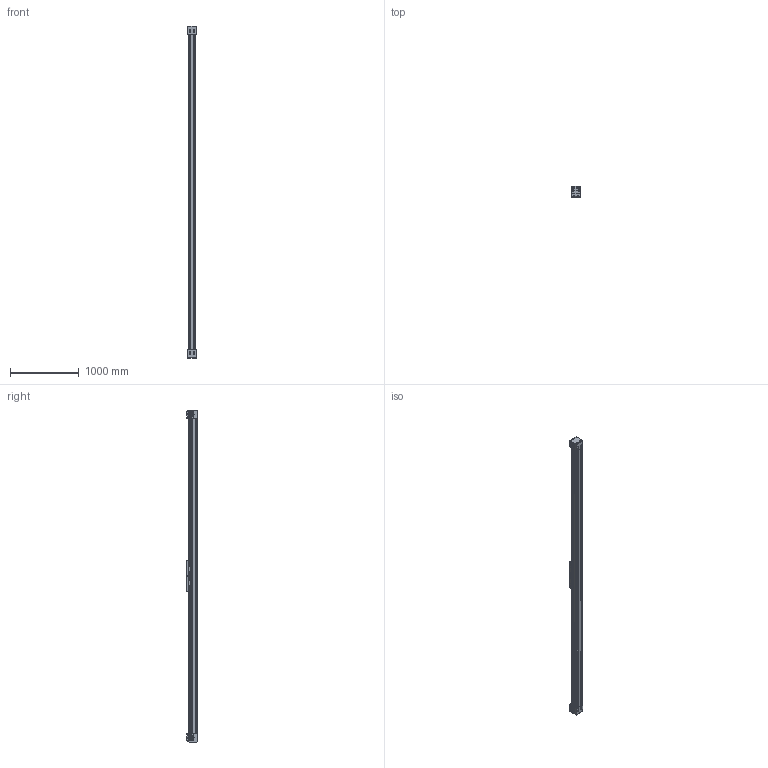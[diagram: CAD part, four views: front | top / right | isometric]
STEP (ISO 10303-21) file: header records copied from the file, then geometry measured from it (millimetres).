
FILE_DESCRIPTION (( 'STEP AP214' ), '1' );
FILE_NAME ('BLM100-4100.STEP', '2023-03-15T12:57:09', ( '' ), ( '' ), 'SwSTEP 2.0', 'SolidWorks 2023', '' );
FILE_SCHEMA (( 'AUTOMOTIVE_DESIGN' ));
Length unit declared in the file: millimetre
Products named in the file (1): BLM100-4100
Bounding box: 130 x 159 x 4820 mm (x, y, z)
Volume: 49630234.6 mm3; surface area: 5231910.4 mm2
Topology: 50 solids, 58 shells, 8031 faces, 22974 edges, 15148 vertices
Faces by surface type: plane 4638, cylinder 3045, torus 168, sphere 100, cone 56, bspline 24
Entity records: 356987 total; most frequent: CARTESIAN_POINT 52882, ORIENTED_EDGE 45452, DIRECTION 45282, EDGE_CURVE 22726, LINE 15710, VECTOR 15710, VERTEX_POINT 15012, AXIS2_PLACEMENT_3D 14786
